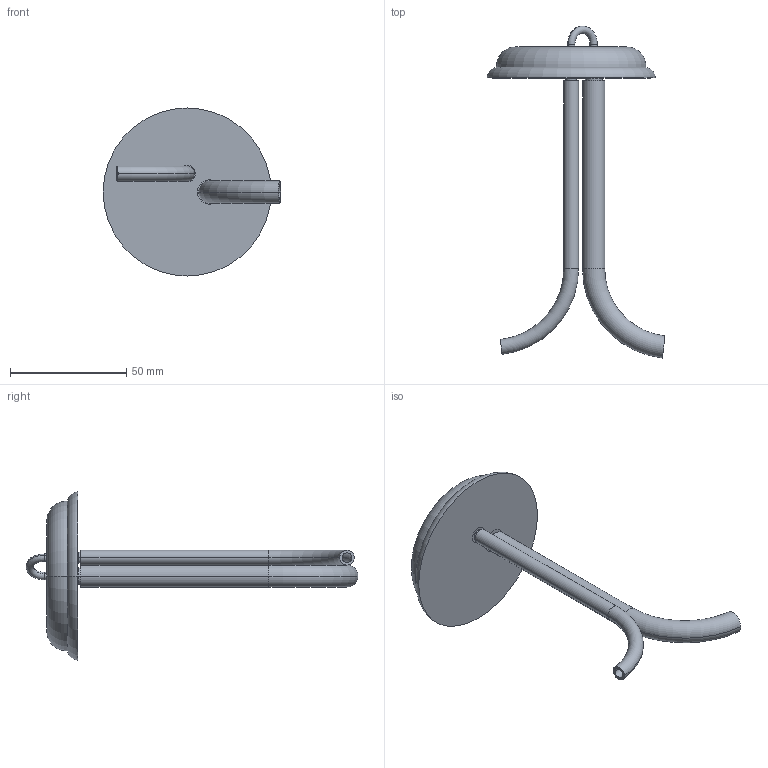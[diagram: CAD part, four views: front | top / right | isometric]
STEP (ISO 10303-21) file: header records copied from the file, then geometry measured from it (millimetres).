
FILE_DESCRIPTION((''),'2;1');
FILE_NAME('6-028_ASM','2025-04-21T20:21:15',('SwamiS'),(''),'CREO PARAMETRIC BY PTC INC, 2023134','CREO PARAMETRIC BY PTC INC, 2023134','');
FILE_SCHEMA(('CONFIG_CONTROL_DESIGN'));
Length unit declared in the file: inch
Products named in the file (7): 13912; 92992; 92993; 92994; 91380; 91381; 6-028_ASM
Assembly tree (6 placements, depth 2):
  6-028_ASM
    13912
    92992
    92993
    92994
    91380
    91381
Bounding box: 76.32 x 142.62 x 72.18 mm (x, y, z)
Volume: 44126.4 mm3; surface area: 24281.1 mm2
Topology: 6 solids, 6 shells, 193 faces, 440 edges, 276 vertices
Faces by surface type: plane 67, cylinder 48, torus 36, cone 36, bspline 6
Entity records: 7229 total; most frequent: CARTESIAN_POINT 2599, DIRECTION 1022, ORIENTED_EDGE 880, EDGE_CURVE 440, AXIS2_PLACEMENT_3D 436, VERTEX_POINT 276, CIRCLE 236, EDGE_LOOP 220
